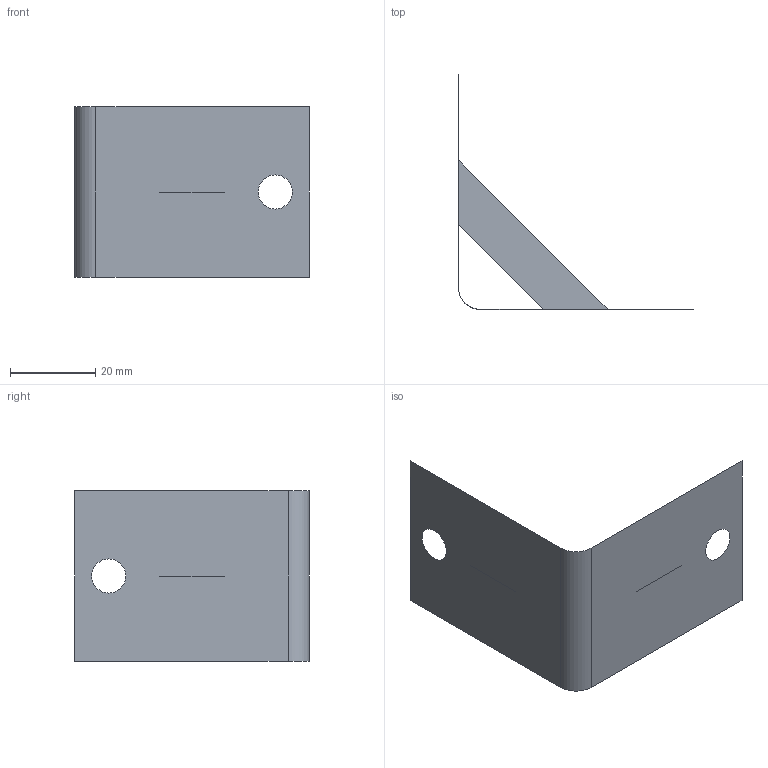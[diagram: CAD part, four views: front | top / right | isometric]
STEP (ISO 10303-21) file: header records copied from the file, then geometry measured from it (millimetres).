
FILE_DESCRIPTION( ( 'STEP Version 203' ), '1' );
FILE_NAME( ' ', '11/08/10 09:36:17', ( 'aho' ), ( ' ' ), 'PSStep 14.0', 'DesignModeler STEP Output', ' ' );
FILE_SCHEMA( ( 'AUTOMOTIVE_DESIGN { 1 0 10303 214 1 1 1 1 }' ) );
Length unit declared in the file: metre
Products named in the file (2): Bracket; Gusset
Bounding box: 55 x 55 x 40 mm (x, y, z)
Surface area: 4626.1 mm2 (no closed solid volume)
Topology: 0 solids, 4 shells, 4 faces, 18 edges, 18 vertices
Faces by surface type: plane 3, cylinder 1
Entity records: 221 total; most frequent: CARTESIAN_POINT 42, DIRECTION 34, ORIENTED_EDGE 18, EDGE_CURVE 18, VERTEX_POINT 18, LINE 14, VECTOR 14, AXIS2_PLACEMENT_3D 10
